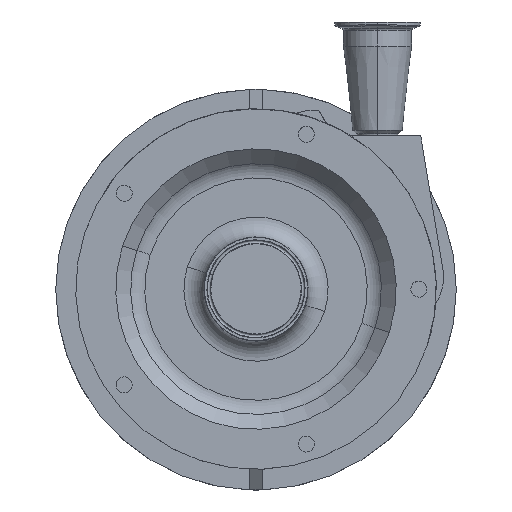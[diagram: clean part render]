
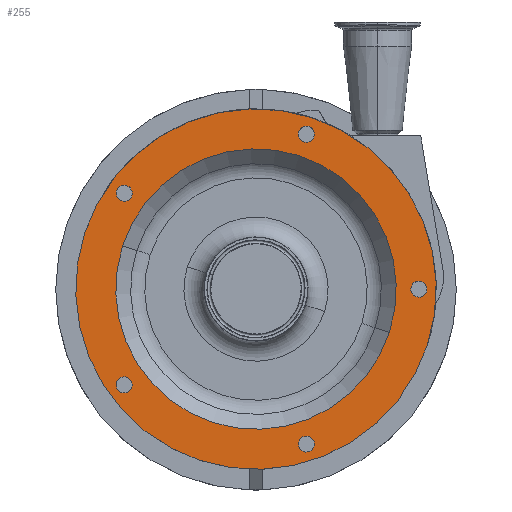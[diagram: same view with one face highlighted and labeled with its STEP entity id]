
A CAD part, top view. The second image highlights one B-rep face of the part: STEP entity #255.
In plain terms, the highlighted planar face has unit normal (0, 0, 1).
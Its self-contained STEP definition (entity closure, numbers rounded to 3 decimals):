
#41 = AXIS2_PLACEMENT_3D ( 'NONE', #5165, #3634, #2218 ) ;
#96 = CARTESIAN_POINT ( 'NONE',  ( 37.7, 122.029, 284. ) ) ;
#126 = CIRCLE ( 'NONE', #3617, 6. ) ;
#182 = FACE_BOUND ( 'NONE', #6202, .T. ) ;
#190 = ORIENTED_EDGE ( 'NONE', *, *, #998, .F. ) ;
#242 = CARTESIAN_POINT ( 'NONE',  ( 128.393, -41.717, 284. ) ) ;
#253 = DIRECTION ( 'NONE',  ( -0.951, -0.309, 0. ) ) ;
#255 = ADVANCED_FACE ( 'NONE', ( #5126, #4636, #709, #5188, #4603, #182, #2178 ), #6141, .F. ) ;
#270 = DIRECTION ( 'NONE',  ( 0.951, -0.309, 0. ) ) ;
#297 = ORIENTED_EDGE ( 'NONE', *, *, #695, .F. ) ;
#304 = CIRCLE ( 'NONE', #1341, 6. ) ;
#322 = CIRCLE ( 'NONE', #3275, 6. ) ;
#498 = VERTEX_POINT ( 'NONE', #1509 ) ;
#526 = CARTESIAN_POINT ( 'NONE',  ( 37.7, 116.029, 284. ) ) ;
#558 = CARTESIAN_POINT ( 'NONE',  ( 41.227, -120.883, 284. ) ) ;
#580 = AXIS2_PLACEMENT_3D ( 'NONE', #3166, #5157, #2591 ) ;
#686 = CIRCLE ( 'NONE', #4697, 6. ) ;
#695 = EDGE_CURVE ( 'NONE', #5003, #1453, #686, .T. ) ;
#704 = VERTEX_POINT ( 'NONE', #5241 ) ;
#709 = FACE_BOUND ( 'NONE', #2879, .T. ) ;
#881 = VERTEX_POINT ( 'NONE', #3179 ) ;
#913 = DIRECTION ( 'NONE',  ( 0.951, -0.309, 0. ) ) ;
#918 = EDGE_CURVE ( 'NONE', #2399, #6179, #1324, .T. ) ;
#998 = EDGE_CURVE ( 'NONE', #704, #3246, #2333, .T. ) ;
#1001 = DIRECTION ( 'NONE',  ( 0., 0., 1. ) ) ;
#1035 = AXIS2_PLACEMENT_3D ( 'NONE', #6251, #2826, #913 ) ;
#1169 = CIRCLE ( 'NONE', #2894, 6. ) ;
#1193 = DIRECTION ( 'NONE',  ( 0.588, 0.809, 0. ) ) ;
#1220 = EDGE_LOOP ( 'NONE', ( #1701, #2493 ) ) ;
#1242 = CARTESIAN_POINT ( 'NONE',  ( -99.861, 32.447, 284. ) ) ;
#1275 = DIRECTION ( 'NONE',  ( 0., 0., 1. ) ) ;
#1324 = CIRCLE ( 'NONE', #3773, 105. ) ;
#1341 = AXIS2_PLACEMENT_3D ( 'NONE', #3149, #4650, #4584 ) ;
#1453 = VERTEX_POINT ( 'NONE', #1599 ) ;
#1509 = CARTESIAN_POINT ( 'NONE',  ( -92.994, 69.856, 284. ) ) ;
#1589 = CARTESIAN_POINT ( 'NONE',  ( 34.173, -111.175, 284. ) ) ;
#1599 = CARTESIAN_POINT ( 'NONE',  ( -95.173, -66.856, 284. ) ) ;
#1615 = VERTEX_POINT ( 'NONE', #242 ) ;
#1701 = ORIENTED_EDGE ( 'NONE', *, *, #4220, .F. ) ;
#1704 = CIRCLE ( 'NONE', #4162, 6. ) ;
#1713 = EDGE_LOOP ( 'NONE', ( #6168, #5170 ) ) ;
#1794 = DIRECTION ( 'NONE',  ( 0., 0., 1. ) ) ;
#1841 = CARTESIAN_POINT ( 'NONE',  ( 122., 0., 284. ) ) ;
#1870 = VERTEX_POINT ( 'NONE', #1589 ) ;
#1927 = VERTEX_POINT ( 'NONE', #96 ) ;
#1970 = CIRCLE ( 'NONE', #2778, 6. ) ;
#2025 = EDGE_CURVE ( 'NONE', #1870, #5718, #304, .T. ) ;
#2061 = DIRECTION ( 'NONE',  ( 0., 0., 1. ) ) ;
#2097 = DIRECTION ( 'NONE',  ( 0., 0., 1. ) ) ;
#2115 = DIRECTION ( 'NONE',  ( 0., 0., 1. ) ) ;
#2134 = EDGE_CURVE ( 'NONE', #1615, #4668, #3891, .T. ) ;
#2178 = FACE_BOUND ( 'NONE', #1220, .T. ) ;
#2218 = DIRECTION ( 'NONE',  ( 0.951, -0.309, 0. ) ) ;
#2269 = AXIS2_PLACEMENT_3D ( 'NONE', #4161, #1275, #270 ) ;
#2288 = CARTESIAN_POINT ( 'NONE',  ( 122., 0., 284. ) ) ;
#2308 = CIRCLE ( 'NONE', #5939, 6. ) ;
#2309 = EDGE_LOOP ( 'NONE', ( #297, #3456 ) ) ;
#2333 = CIRCLE ( 'NONE', #4190, 6. ) ;
#2347 = ORIENTED_EDGE ( 'NONE', *, *, #2724, .F. ) ;
#2399 = VERTEX_POINT ( 'NONE', #1242 ) ;
#2472 = DIRECTION ( 'NONE',  ( 0., 0., 1. ) ) ;
#2493 = ORIENTED_EDGE ( 'NONE', *, *, #918, .F. ) ;
#2591 = DIRECTION ( 'NONE',  ( 0., -1., 0. ) ) ;
#2724 = EDGE_CURVE ( 'NONE', #5253, #1927, #4848, .T. ) ;
#2778 = AXIS2_PLACEMENT_3D ( 'NONE', #4149, #2115, #253 ) ;
#2826 = DIRECTION ( 'NONE',  ( 0., 0., 1. ) ) ;
#2879 = EDGE_LOOP ( 'NONE', ( #4051, #4198 ) ) ;
#2881 = EDGE_CURVE ( 'NONE', #498, #881, #322, .T. ) ;
#2894 = AXIS2_PLACEMENT_3D ( 'NONE', #4523, #2097, #4065 ) ;
#3149 = CARTESIAN_POINT ( 'NONE',  ( 37.7, -116.029, 284. ) ) ;
#3166 = CARTESIAN_POINT ( 'NONE',  ( 12.052, 37.091, 284. ) ) ;
#3179 = CARTESIAN_POINT ( 'NONE',  ( -104.406, 73.564, 284. ) ) ;
#3246 = VERTEX_POINT ( 'NONE', #5092 ) ;
#3275 = AXIS2_PLACEMENT_3D ( 'NONE', #5070, #2061, #6015 ) ;
#3284 = AXIS2_PLACEMENT_3D ( 'NONE', #526, #2472, #4453 ) ;
#3292 = CARTESIAN_POINT ( 'NONE',  ( -102.227, -76.564, 284. ) ) ;
#3456 = ORIENTED_EDGE ( 'NONE', *, *, #6183, .F. ) ;
#3594 = EDGE_LOOP ( 'NONE', ( #4838, #3692 ) ) ;
#3617 = AXIS2_PLACEMENT_3D ( 'NONE', #2288, #6256, #5758 ) ;
#3623 = DIRECTION ( 'NONE',  ( 0., 0., 1. ) ) ;
#3634 = DIRECTION ( 'NONE',  ( 0., 0., 1. ) ) ;
#3692 = ORIENTED_EDGE ( 'NONE', *, *, #5892, .T. ) ;
#3730 = CARTESIAN_POINT ( 'NONE',  ( 0., 0., 284. ) ) ;
#3773 = AXIS2_PLACEMENT_3D ( 'NONE', #3730, #4776, #6398 ) ;
#3891 = CIRCLE ( 'NONE', #1035, 135. ) ;
#4051 = ORIENTED_EDGE ( 'NONE', *, *, #4490, .F. ) ;
#4065 = DIRECTION ( 'NONE',  ( 0.951, -0.309, 0. ) ) ;
#4149 = CARTESIAN_POINT ( 'NONE',  ( 37.7, -116.029, 284. ) ) ;
#4161 = CARTESIAN_POINT ( 'NONE',  ( 0., 0., 284. ) ) ;
#4162 = AXIS2_PLACEMENT_3D ( 'NONE', #6327, #5432, #4430 ) ;
#4179 = CARTESIAN_POINT ( 'NONE',  ( -128.393, 41.717, 284. ) ) ;
#4190 = AXIS2_PLACEMENT_3D ( 'NONE', #1841, #1001, #4224 ) ;
#4198 = ORIENTED_EDGE ( 'NONE', *, *, #2025, .F. ) ;
#4220 = EDGE_CURVE ( 'NONE', #6179, #2399, #5797, .T. ) ;
#4224 = DIRECTION ( 'NONE',  ( 0., -1., 0. ) ) ;
#4363 = CARTESIAN_POINT ( 'NONE',  ( 99.861, -32.447, 284. ) ) ;
#4383 = ORIENTED_EDGE ( 'NONE', *, *, #5460, .F. ) ;
#4430 = DIRECTION ( 'NONE',  ( -0.588, 0.809, 0. ) ) ;
#4453 = DIRECTION ( 'NONE',  ( 0.951, -0.309, 0. ) ) ;
#4490 = EDGE_CURVE ( 'NONE', #5718, #1870, #1970, .T. ) ;
#4523 = CARTESIAN_POINT ( 'NONE',  ( 37.7, 116.029, 284. ) ) ;
#4584 = DIRECTION ( 'NONE',  ( -0.951, -0.309, 0. ) ) ;
#4603 = FACE_BOUND ( 'NONE', #1713, .T. ) ;
#4636 = FACE_BOUND ( 'NONE', #4724, .T. ) ;
#4650 = DIRECTION ( 'NONE',  ( 0., 0., 1. ) ) ;
#4668 = VERTEX_POINT ( 'NONE', #4179 ) ;
#4697 = AXIS2_PLACEMENT_3D ( 'NONE', #6234, #1794, #5178 ) ;
#4724 = EDGE_LOOP ( 'NONE', ( #190, #4383 ) ) ;
#4776 = DIRECTION ( 'NONE',  ( 0., 0., 1. ) ) ;
#4838 = ORIENTED_EDGE ( 'NONE', *, *, #2134, .T. ) ;
#4848 = CIRCLE ( 'NONE', #3284, 6. ) ;
#5003 = VERTEX_POINT ( 'NONE', #3292 ) ;
#5070 = CARTESIAN_POINT ( 'NONE',  ( -98.7, 71.71, 284. ) ) ;
#5092 = CARTESIAN_POINT ( 'NONE',  ( 116.294, -1.854, 284. ) ) ;
#5126 = FACE_OUTER_BOUND ( 'NONE', #3594, .T. ) ;
#5157 = DIRECTION ( 'NONE',  ( 0., 0., -1. ) ) ;
#5165 = CARTESIAN_POINT ( 'NONE',  ( 0., 0., 284. ) ) ;
#5170 = ORIENTED_EDGE ( 'NONE', *, *, #2881, .F. ) ;
#5178 = DIRECTION ( 'NONE',  ( -0.588, 0.809, 0. ) ) ;
#5188 = FACE_BOUND ( 'NONE', #2309, .T. ) ;
#5238 = ORIENTED_EDGE ( 'NONE', *, *, #5346, .F. ) ;
#5241 = CARTESIAN_POINT ( 'NONE',  ( 127.706, 1.854, 284. ) ) ;
#5253 = VERTEX_POINT ( 'NONE', #5866 ) ;
#5346 = EDGE_CURVE ( 'NONE', #1927, #5253, #1169, .T. ) ;
#5432 = DIRECTION ( 'NONE',  ( 0., 0., 1. ) ) ;
#5460 = EDGE_CURVE ( 'NONE', #3246, #704, #126, .T. ) ;
#5718 = VERTEX_POINT ( 'NONE', #558 ) ;
#5758 = DIRECTION ( 'NONE',  ( 0., -1., 0. ) ) ;
#5797 = CIRCLE ( 'NONE', #2269, 105. ) ;
#5866 = CARTESIAN_POINT ( 'NONE',  ( 37.7, 110.029, 284. ) ) ;
#5892 = EDGE_CURVE ( 'NONE', #4668, #1615, #6356, .T. ) ;
#5939 = AXIS2_PLACEMENT_3D ( 'NONE', #6005, #3623, #1193 ) ;
#5982 = EDGE_CURVE ( 'NONE', #881, #498, #2308, .T. ) ;
#6005 = CARTESIAN_POINT ( 'NONE',  ( -98.7, 71.71, 284. ) ) ;
#6015 = DIRECTION ( 'NONE',  ( 0.588, 0.809, 0. ) ) ;
#6141 = PLANE ( 'NONE',  #580 ) ;
#6168 = ORIENTED_EDGE ( 'NONE', *, *, #5982, .F. ) ;
#6179 = VERTEX_POINT ( 'NONE', #4363 ) ;
#6183 = EDGE_CURVE ( 'NONE', #1453, #5003, #1704, .T. ) ;
#6202 = EDGE_LOOP ( 'NONE', ( #5238, #2347 ) ) ;
#6234 = CARTESIAN_POINT ( 'NONE',  ( -98.7, -71.71, 284. ) ) ;
#6251 = CARTESIAN_POINT ( 'NONE',  ( 0., 0., 284. ) ) ;
#6256 = DIRECTION ( 'NONE',  ( 0., 0., 1. ) ) ;
#6327 = CARTESIAN_POINT ( 'NONE',  ( -98.7, -71.71, 284. ) ) ;
#6356 = CIRCLE ( 'NONE', #41, 135. ) ;
#6398 = DIRECTION ( 'NONE',  ( 0.951, -0.309, 0. ) ) ;
